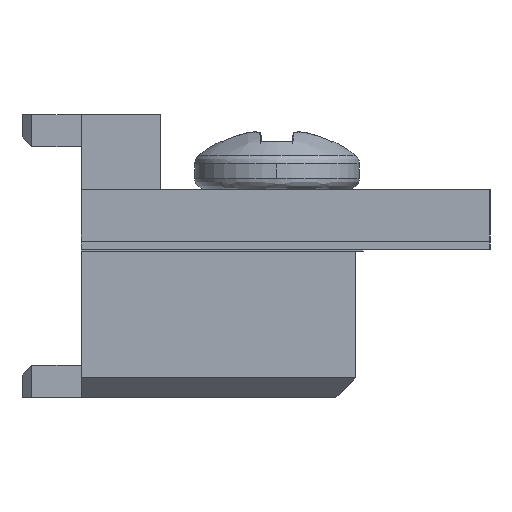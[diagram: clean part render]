
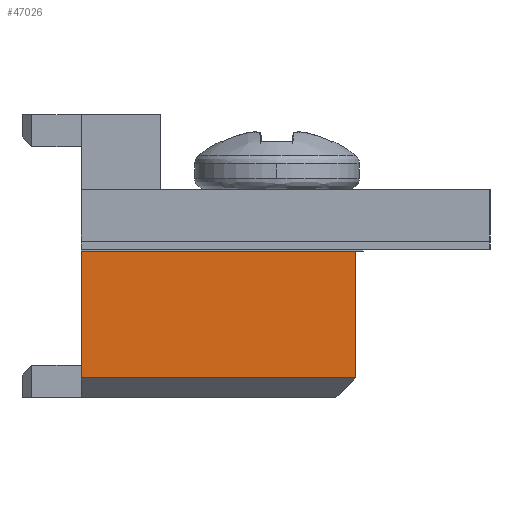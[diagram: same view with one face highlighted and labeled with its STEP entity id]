
A CAD part, left-side view. The second image highlights one B-rep face of the part: STEP entity #47026.
In plain terms, the highlighted planar face has unit normal (-1, 0, 0).
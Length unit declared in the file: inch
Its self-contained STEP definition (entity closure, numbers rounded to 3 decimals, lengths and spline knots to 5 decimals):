
#14 = DIRECTION ( 'NONE',  ( 0., 0., 1. ) ) ;
#386 = CARTESIAN_POINT ( 'NONE',  ( -0.64961, 0.27748, 0.005 ) ) ;
#1365 = CARTESIAN_POINT ( 'NONE',  ( -0.64961, 0.27748, 0.005 ) ) ;
#2530 = EDGE_CURVE ( 'NONE', #40034, #42671, #29838, .T. ) ;
#7683 = DIRECTION ( 'NONE',  ( 0., 0., -1. ) ) ;
#7760 = VECTOR ( 'NONE', #14, 39.37008 ) ;
#7984 = CARTESIAN_POINT ( 'NONE',  ( -0.64961, 0.27748, -0.12345 ) ) ;
#8260 = ORIENTED_EDGE ( 'NONE', *, *, #28426, .T. ) ;
#8801 = VERTEX_POINT ( 'NONE', #51907 ) ;
#8889 = VERTEX_POINT ( 'NONE', #1365 ) ;
#9589 = LINE ( 'NONE', #386, #13606 ) ;
#13497 = DIRECTION ( 'NONE',  ( 0., 1., 0. ) ) ;
#13606 = VECTOR ( 'NONE', #13497, 39.37008 ) ;
#15785 = VECTOR ( 'NONE', #42361, 39.37008 ) ;
#17122 = LINE ( 'NONE', #20852, #15785 ) ;
#17521 = DIRECTION ( 'NONE',  ( 0., -1., 0. ) ) ;
#20532 = LINE ( 'NONE', #51349, #7760 ) ;
#20852 = CARTESIAN_POINT ( 'NONE',  ( -0.64961, 0., 0.14313 ) ) ;
#26785 = EDGE_CURVE ( 'NONE', #40034, #8889, #20532, .T. ) ;
#27854 = VECTOR ( 'NONE', #17521, 39.37008 ) ;
#28426 = EDGE_CURVE ( 'NONE', #8801, #8889, #9589, .T. ) ;
#29133 = DIRECTION ( 'NONE',  ( 1., 0., 0. ) ) ;
#29838 = LINE ( 'NONE', #47876, #27854 ) ;
#31942 = ORIENTED_EDGE ( 'NONE', *, *, #2530, .T. ) ;
#33276 = PLANE ( 'NONE',  #53182 ) ;
#34408 = FACE_OUTER_BOUND ( 'NONE', #45483, .T. ) ;
#35659 = CARTESIAN_POINT ( 'NONE',  ( -0.64961, 0., -0.12345 ) ) ;
#37839 = ORIENTED_EDGE ( 'NONE', *, *, #26785, .F. ) ;
#40034 = VERTEX_POINT ( 'NONE', #7984 ) ;
#42361 = DIRECTION ( 'NONE',  ( 0., 0., 1. ) ) ;
#42671 = VERTEX_POINT ( 'NONE', #35659 ) ;
#45483 = EDGE_LOOP ( 'NONE', ( #37839, #31942, #50846, #8260 ) ) ;
#47026 = ADVANCED_FACE ( 'NONE', ( #34408 ), #33276, .F. ) ;
#47876 = CARTESIAN_POINT ( 'NONE',  ( -0.64961, 0.27748, -0.12345 ) ) ;
#50846 = ORIENTED_EDGE ( 'NONE', *, *, #55717, .T. ) ;
#51349 = CARTESIAN_POINT ( 'NONE',  ( -0.64961, 0.27748, 0.14313 ) ) ;
#51907 = CARTESIAN_POINT ( 'NONE',  ( -0.64961, 0., 0.005 ) ) ;
#53182 = AXIS2_PLACEMENT_3D ( 'NONE', #54862, #29133, #7683 ) ;
#54862 = CARTESIAN_POINT ( 'NONE',  ( -0.64961, 0.27748, 0.14313 ) ) ;
#55717 = EDGE_CURVE ( 'NONE', #42671, #8801, #17122, .T. ) ;
